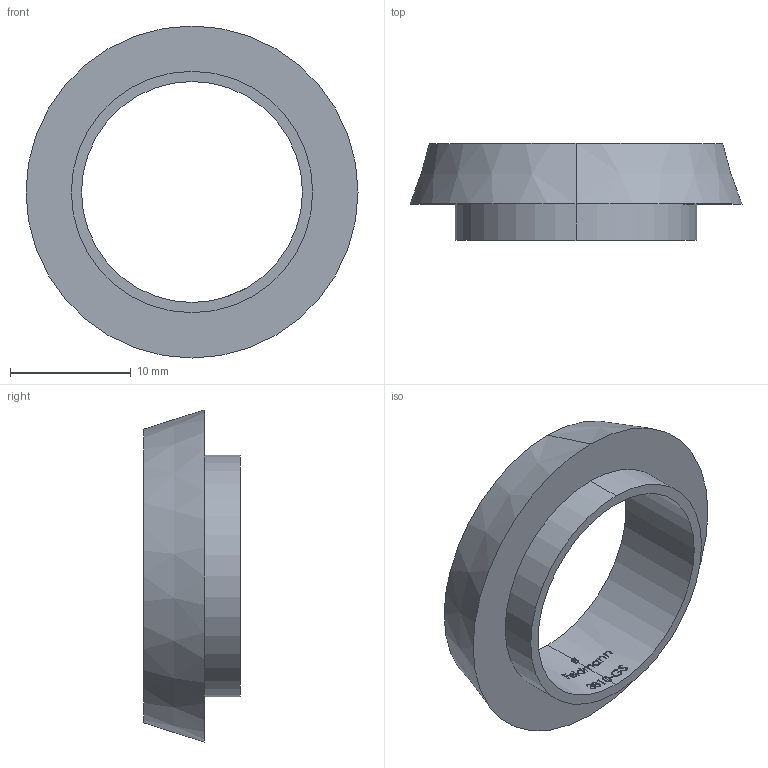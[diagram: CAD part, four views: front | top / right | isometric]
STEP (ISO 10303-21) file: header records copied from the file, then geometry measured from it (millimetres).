
FILE_DESCRIPTION (( 'STEP AP203' ), '1' );
FILE_NAME ('3810-GS.STEP', '2021-01-11T14:03:08', ( '' ), ( '' ), 'SwSTEP 2.0', 'SolidWorks 2018', '' );
FILE_SCHEMA (( 'CONFIG_CONTROL_DESIGN' ));
Length unit declared in the file: millimetre
Products named in the file (2): 3810-GS
Bounding box: 27.5 x 8 x 27.5 mm (x, y, z)
Volume: 1475.7 mm3; surface area: 1613 mm2
Topology: 1 solids, 1 shells, 266 faces, 735 edges, 490 vertices
Faces by surface type: bspline 132, plane 96, cylinder 36, cone 2
Entity records: 13357 total; most frequent: CARTESIAN_POINT 7270, ORIENTED_EDGE 1470, DIRECTION 825, EDGE_CURVE 735, VERTEX_POINT 490, VECTOR 337, LINE 337, EDGE_LOOP 287
